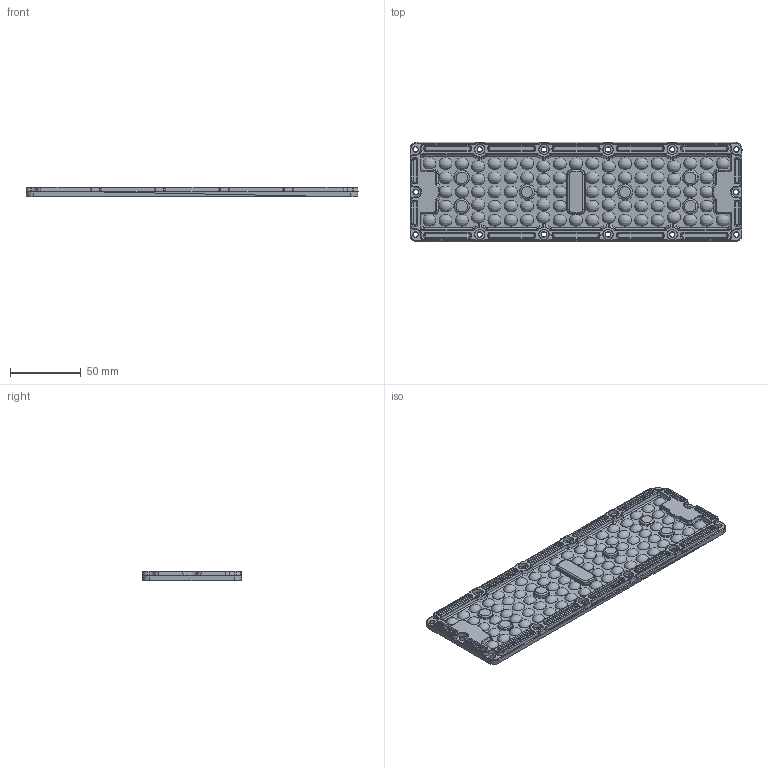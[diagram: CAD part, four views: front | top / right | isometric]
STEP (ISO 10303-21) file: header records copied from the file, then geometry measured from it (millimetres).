
FILE_DESCRIPTION(/* description */ (''),/* implementation_level */ '2;1');
FILE_NAME(/* name */ 'JY-BAA806090P-23670-无光学-3D图.stp',/* time_stamp */ '2025-04-14T09:23:37+08:00',/* author */ (''),/* organization */ (''),/* preprocessor_version */ 'ST-DEVELOPER v16.7',/* originating_system */ 'SIEMENS PLM Software NX 12.0',/* authorisation */ '');
FILE_SCHEMA (('AUTOMOTIVE_DESIGN { 1 0 10303 214 3 1 1 1 }'));
Products named in the file (1): JY-BAA806090P-23670-无光学-3D图_s
tp
Bounding box: 234 x 70 x 6.9 mm (x, y, z)
Volume: 56061.9 mm3; surface area: 47558.3 mm2
Topology: 1 solids, 1 shells, 2002 faces, 4988 edges, 3150 vertices
Faces by surface type: plane 634, cylinder 618, cone 316, torus 210, bspline 202, sphere 22
Entity records: 81935 total; most frequent: CARTESIAN_POINT 34912, DIRECTION 9875, ORIENTED_EDGE 9708, EDGE_CURVE 4854, AXIS2_PLACEMENT_3D 3772, VERTEX_POINT 3114, LINE 2331, VECTOR 2331
